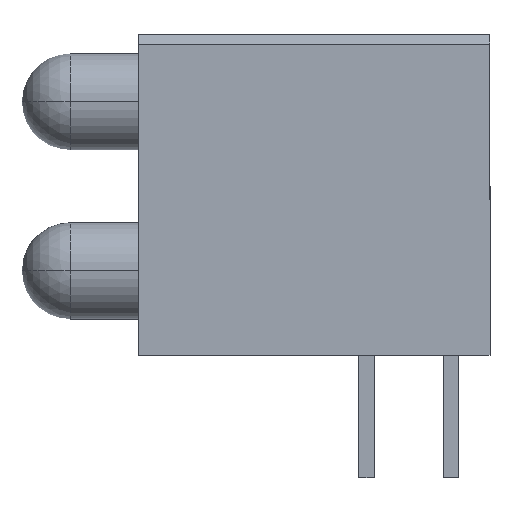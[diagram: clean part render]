
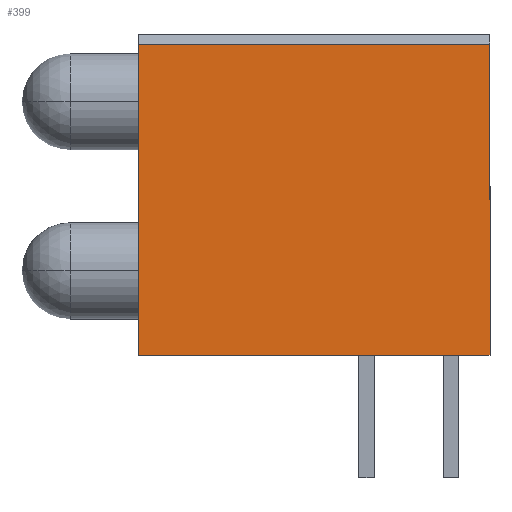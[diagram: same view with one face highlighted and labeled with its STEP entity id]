
A CAD part, front view. The second image highlights one B-rep face of the part: STEP entity #399.
In plain terms, the highlighted planar face has unit normal (0, -1, 0).
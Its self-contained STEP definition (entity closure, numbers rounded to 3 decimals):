
#250=CARTESIAN_POINT('',(-8.11,-2.16,9.35));
#251=VERTEX_POINT('',#250);
#258=CARTESIAN_POINT('',(2.44,-2.16,9.35));
#259=VERTEX_POINT('',#258);
#260=CARTESIAN_POINT('',(-8.11,-2.16,9.35));
#261=DIRECTION('',(1.0,0.0,0.0));
#262=VECTOR('',#261,10.55);
#263=LINE('',#260,#262);
#264=EDGE_CURVE('',#251,#259,#263,.T.);
#343=CARTESIAN_POINT('',(-8.11,-2.16,0.0));
#344=VERTEX_POINT('',#343);
#351=CARTESIAN_POINT('',(-8.11,-2.16,0.0));
#352=DIRECTION('',(0.0,0.0,1.0));
#353=VECTOR('',#352,9.35);
#354=LINE('',#351,#353);
#355=EDGE_CURVE('',#344,#251,#354,.T.);
#376=CARTESIAN_POINT('',(-8.11,-2.16,0.5));
#377=DIRECTION('',(0.0,-1.0,0.0));
#378=DIRECTION('',(0.0,0.0,-1.0));
#379=AXIS2_PLACEMENT_3D('',#376,#377,#378);
#380=PLANE('',#379);
#381=CARTESIAN_POINT('',(2.44,-2.16,0.0));
#382=VERTEX_POINT('',#381);
#383=CARTESIAN_POINT('',(-8.11,-2.16,0.0));
#384=DIRECTION('',(1.0,0.0,0.0));
#385=VECTOR('',#384,10.55);
#386=LINE('',#383,#385);
#387=EDGE_CURVE('',#344,#382,#386,.T.);
#388=ORIENTED_EDGE('',*,*,#387,.T.);
#389=CARTESIAN_POINT('',(2.44,-2.16,0.0));
#390=DIRECTION('',(0.0,0.0,1.0));
#391=VECTOR('',#390,9.35);
#392=LINE('',#389,#391);
#393=EDGE_CURVE('',#382,#259,#392,.T.);
#394=ORIENTED_EDGE('',*,*,#393,.T.);
#395=ORIENTED_EDGE('',*,*,#264,.F.);
#396=ORIENTED_EDGE('',*,*,#355,.F.);
#397=EDGE_LOOP('',(#388,#394,#395,#396));
#398=FACE_OUTER_BOUND('',#397,.T.);
#399=ADVANCED_FACE('',(#398),#380,.T.);
